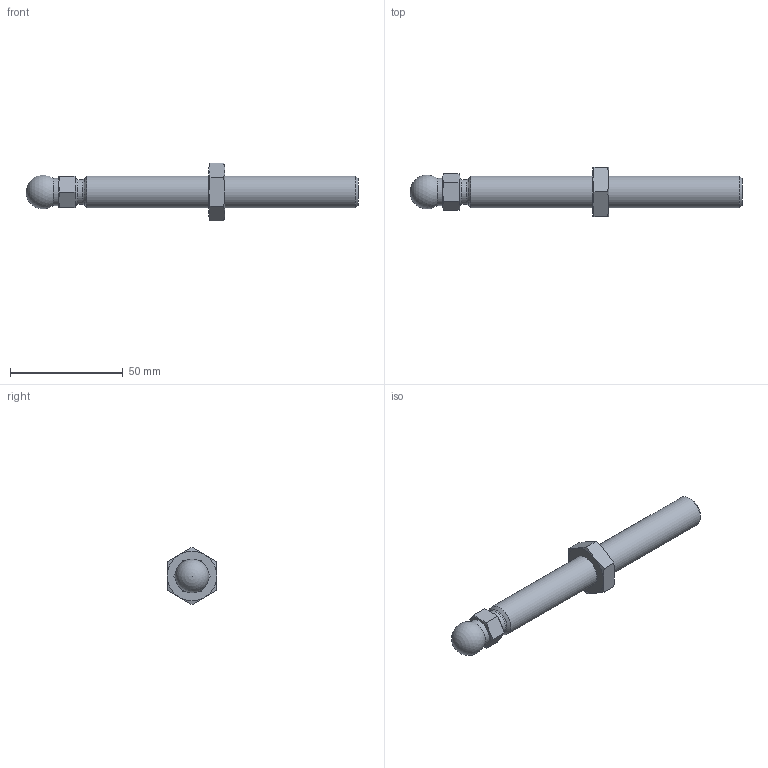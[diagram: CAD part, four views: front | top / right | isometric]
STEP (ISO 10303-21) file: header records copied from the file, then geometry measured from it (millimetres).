
FILE_DESCRIPTION( ( 'STEP AP214' ), '1' );
FILE_NAME( 'K0421.141251.stp', '2020-12-07T14:43:31', ( '' ), ( '' ), ' ', 'PARTsolutions', ' ' );
FILE_SCHEMA( ( 'AUTOMOTIVE_DESIGN { 1 0 10303 214 1 1 1 1 }' ) );
Length unit declared in the file: millimetre
Products named in the file (1): _K0421.141251
Bounding box: 147 x 22 x 25.4 mm (x, y, z)
Volume: 23949.5 mm3; surface area: 7467.9 mm2
Topology: 1 solids, 1 shells, 50 faces, 107 edges, 62 vertices
Faces by surface type: cone 26, plane 17, cylinder 4, torus 2, sphere 1
Full cylindrical faces by diameter (mm): 11 x1, 12 x1, 14 x2
Entity records: 1774 total; most frequent: CARTESIAN_POINT 406, ORIENTED_EDGE 190, DIRECTION 184, EDGE_CURVE 95, AXIS2_PLACEMENT_3D 86, EDGE_LOOP 62, VERTEX_POINT 60, FACE_OUTER_BOUND 56
